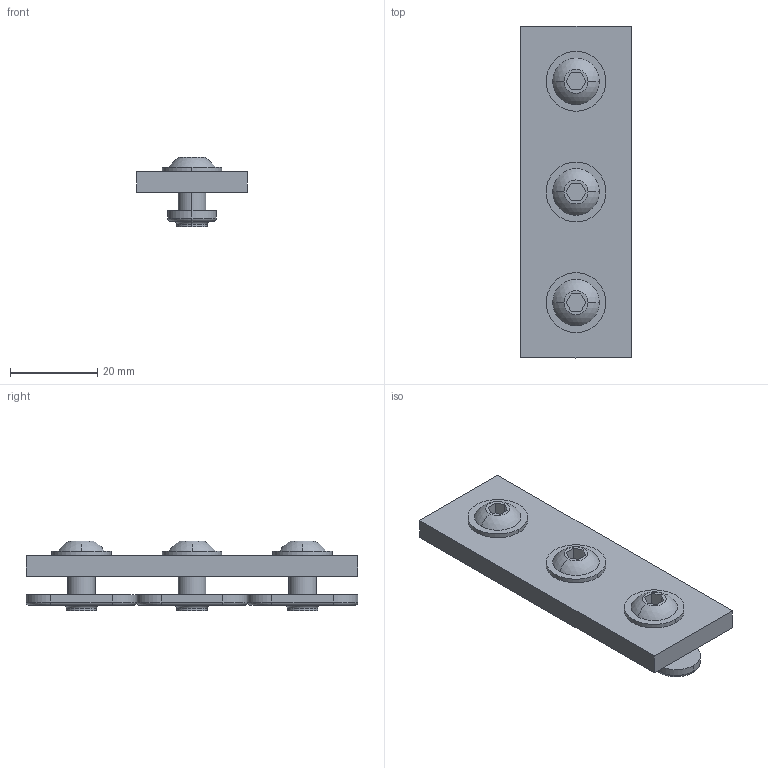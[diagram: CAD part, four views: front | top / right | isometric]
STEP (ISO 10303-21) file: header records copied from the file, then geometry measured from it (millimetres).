
FILE_DESCRIPTION (( 'STEP AP203' ), '1' );
FILE_NAME ('653055.SLDASM.step', '2003-10-13T11:21:36', ( 'Jerry Winters' ), ( 'GoEngineer' ), 'SwSTEP 2.0', 'SolidWorks 2003174', '' );
FILE_SCHEMA (( 'CONFIG_CONTROL_DESIGN' ));
Length unit declared in the file: inch
Products named in the file (5): 653055.SLDASM; Joining Plate (STD)_653055; 651130; 651163; FBHSCS_651136
Assembly tree (6 placements, depth 3):
  653055.SLDASM
    651130  x3
      651163
      FBHSCS_651136
    Joining Plate (STD)_653055
Bounding box: 25.4 x 76.2 x 16 mm (x, y, z)
Volume: 12319.9 mm3; surface area: 8945.4 mm2
Topology: 7 solids, 7 shells, 120 faces, 261 edges, 167 vertices
Faces by surface type: plane 54, cylinder 45, torus 15, sphere 6
Entity records: 1964 total; most frequent: DIRECTION 275, CARTESIAN_POINT 234, ORIENTED_EDGE 214, AXIS2_PLACEMENT_3D 110, EDGE_CURVE 107, VERTEX_POINT 69, EDGE_LOOP 60, LINE 55
